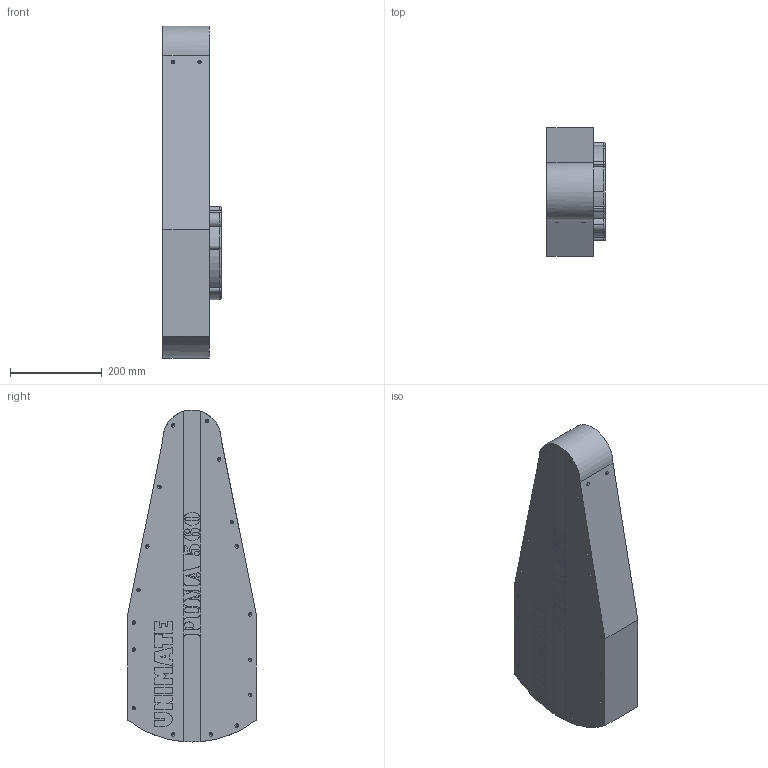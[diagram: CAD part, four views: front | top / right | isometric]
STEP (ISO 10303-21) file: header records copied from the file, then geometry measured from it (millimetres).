
FILE_DESCRIPTION (( 'STEP AP203' ), '1' );
FILE_NAME ('Pieza_3_1_Predeterminado_sldprt.STEP', '2021-12-14T20:28:26', ( 'China' ), ( 'Home' ), 'SwSTEP 2.0', 'SolidWorks 2020', '' );
FILE_SCHEMA (( 'CONFIG_CONTROL_DESIGN' ));
Length unit declared in the file: inch
Products named in the file (1): Pieza_3_1_Predeterminado_sldprt
Bounding box: 127 x 279.4 x 723.9 mm (x, y, z)
Volume: 16846609.3 mm3; surface area: 512715.6 mm2
Topology: 1 solids, 1 shells, 191 faces, 666 edges, 522 vertices
Faces by surface type: plane 80, cone 56, cylinder 34, torus 21
Entity records: 8780 total; most frequent: CARTESIAN_POINT 2873, ORIENTED_EDGE 1332, DIRECTION 1097, EDGE_CURVE 666, VERTEX_POINT 522, AXIS2_PLACEMENT_3D 410, VECTOR 277, LINE 277
